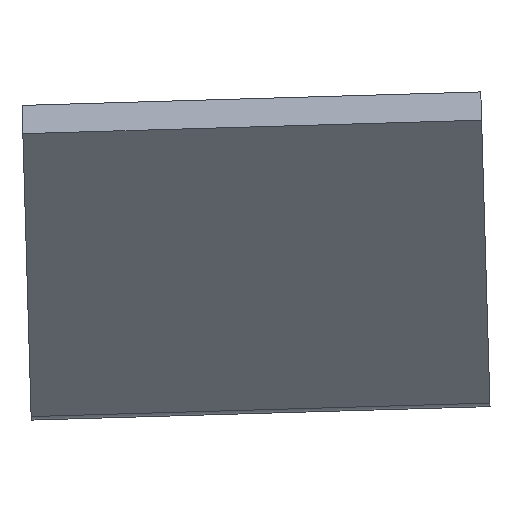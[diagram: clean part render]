
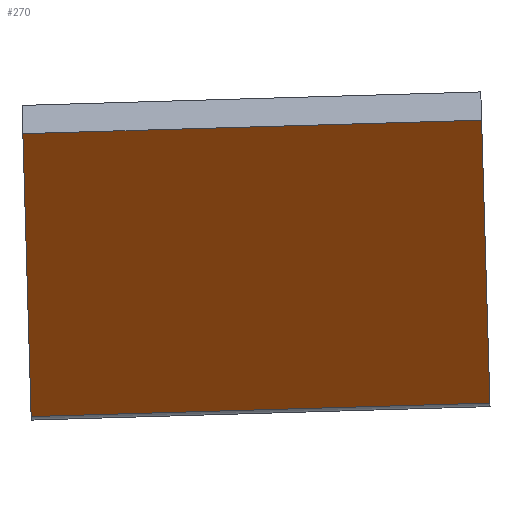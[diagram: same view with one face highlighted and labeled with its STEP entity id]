
A CAD part, left-side view. The second image highlights one B-rep face of the part: STEP entity #270.
In plain terms, the highlighted planar face has unit normal (-0.338, -0.028, -0.941).
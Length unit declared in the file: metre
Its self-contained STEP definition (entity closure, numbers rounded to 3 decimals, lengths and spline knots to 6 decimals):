
#96=ORIENTED_EDGE('',*,*,#122,.T.);
#97=ORIENTED_EDGE('',*,*,#139,.T.);
#98=ORIENTED_EDGE('',*,*,#110,.T.);
#99=ORIENTED_EDGE('',*,*,#137,.F.);
#110=EDGE_CURVE('',#147,#146,#168,.T.);
#122=EDGE_CURVE('',#158,#157,#176,.T.);
#137=EDGE_CURVE('',#158,#146,#189,.T.);
#139=EDGE_CURVE('',#157,#147,#191,.T.);
#146=VERTEX_POINT('',#395);
#147=VERTEX_POINT('',#397);
#157=VERTEX_POINT('',#420);
#158=VERTEX_POINT('',#422);
#168=LINE('',#396,#196);
#176=LINE('',#421,#204);
#189=LINE('',#449,#217);
#191=LINE('',#454,#219);
#196=VECTOR('',#319,1.);
#204=VECTOR('',#339,1.);
#217=VECTOR('',#370,1.);
#219=VECTOR('',#378,1.);
#232=EDGE_LOOP('',(#96,#97,#98,#99));
#246=FACE_BOUND('',#232,.T.);
#257=PLANE('',#305);
#270=ADVANCED_FACE('',(#246),#257,.F.);
#305=AXIS2_PLACEMENT_3D('',#453,#376,#377);
#319=DIRECTION('',(-0.941,0.01,0.338));
#339=DIRECTION('',(0.941,-0.01,-0.338));
#370=DIRECTION('',(0.,-1.,0.029));
#376=DIRECTION('',(0.338,0.028,0.941));
#377=DIRECTION('',(-0.941,0.,0.338));
#378=DIRECTION('',(0.,-1.,0.029));
#395=CARTESIAN_POINT('',(-0.048088,-0.004192,-0.268469));
#396=CARTESIAN_POINT('',(-0.032292,-0.004358,-0.274135));
#397=CARTESIAN_POINT('',(-0.006429,-0.004631,-0.283412));
#420=CARTESIAN_POINT('',(-0.006429,0.019604,-0.284124));
#421=CARTESIAN_POINT('',(-0.032292,0.019877,-0.274846));
#422=CARTESIAN_POINT('',(-0.048088,0.020043,-0.26918));
#449=CARTESIAN_POINT('',(-0.048088,0.020043,-0.26918));
#453=CARTESIAN_POINT('',(-0.032292,0.019877,-0.274846));
#454=CARTESIAN_POINT('',(-0.006429,-0.004631,-0.283412));
